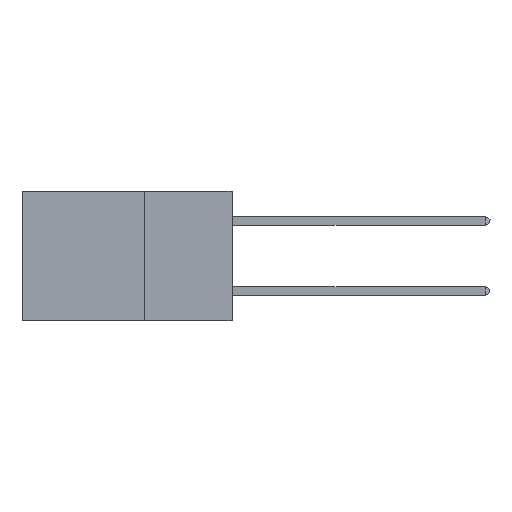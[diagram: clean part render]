
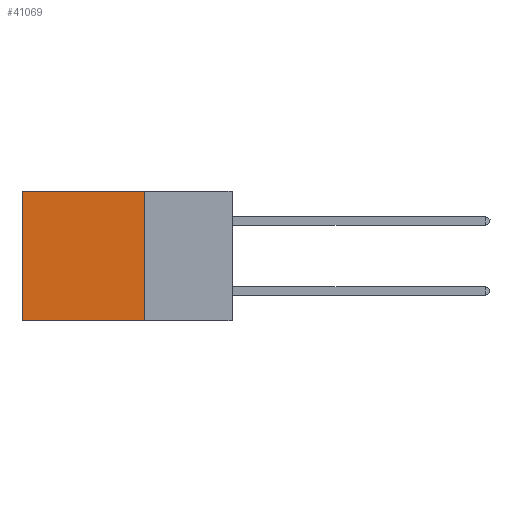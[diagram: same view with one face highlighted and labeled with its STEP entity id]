
A CAD part, left-side view. The second image highlights one B-rep face of the part: STEP entity #41069.
In plain terms, the highlighted planar face has unit normal (-1, 0, 0).
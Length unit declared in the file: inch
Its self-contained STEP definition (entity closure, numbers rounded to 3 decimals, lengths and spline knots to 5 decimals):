
#1874 = EDGE_CURVE ( 'NONE', #34061, #6402, #26344, .T. ) ;
#2869 = VERTEX_POINT ( 'NONE', #37905 ) ;
#4990 = LINE ( 'NONE', #38260, #26545 ) ;
#5046 = CARTESIAN_POINT ( 'NONE',  ( 0.2875, 0.6, 0. ) ) ;
#5264 = EDGE_LOOP ( 'NONE', ( #30667, #27666, #40241, #7774 ) ) ;
#6072 = DIRECTION ( 'NONE',  ( 0., 0., -1. ) ) ;
#6402 = VERTEX_POINT ( 'NONE', #7260 ) ;
#7260 = CARTESIAN_POINT ( 'NONE',  ( 0.2875, 0.25, -0.37 ) ) ;
#7774 = ORIENTED_EDGE ( 'NONE', *, *, #9591, .T. ) ;
#9591 = EDGE_CURVE ( 'NONE', #34061, #43709, #43669, .T. ) ;
#13851 = EDGE_CURVE ( 'NONE', #43709, #2869, #26680, .T. ) ;
#15248 = EDGE_CURVE ( 'NONE', #6402, #2869, #4990, .T. ) ;
#20216 = CARTESIAN_POINT ( 'NONE',  ( 0.2875, 0.25, 0. ) ) ;
#22007 = FACE_OUTER_BOUND ( 'NONE', #5264, .T. ) ;
#24752 = DIRECTION ( 'NONE',  ( 0., 1., 0. ) ) ;
#24989 = VECTOR ( 'NONE', #24752, 39.37008 ) ;
#25243 = PLANE ( 'NONE',  #45669 ) ;
#26344 = LINE ( 'NONE', #20216, #30280 ) ;
#26545 = VECTOR ( 'NONE', #45571, 39.37008 ) ;
#26680 = LINE ( 'NONE', #27460, #28920 ) ;
#27460 = CARTESIAN_POINT ( 'NONE',  ( 0.2875, 0.6, 0. ) ) ;
#27666 = ORIENTED_EDGE ( 'NONE', *, *, #15248, .F. ) ;
#28847 = CARTESIAN_POINT ( 'NONE',  ( 0.2875, 0.25, 0. ) ) ;
#28920 = VECTOR ( 'NONE', #45045, 39.37008 ) ;
#30280 = VECTOR ( 'NONE', #6072, 39.37008 ) ;
#30667 = ORIENTED_EDGE ( 'NONE', *, *, #13851, .T. ) ;
#32473 = CARTESIAN_POINT ( 'NONE',  ( 0.2875, 0.25, 0. ) ) ;
#32495 = DIRECTION ( 'NONE',  ( 0., 0., -1. ) ) ;
#34061 = VERTEX_POINT ( 'NONE', #42219 ) ;
#37905 = CARTESIAN_POINT ( 'NONE',  ( 0.2875, 0.6, -0.37 ) ) ;
#38260 = CARTESIAN_POINT ( 'NONE',  ( 0.2875, 0.25, -0.37 ) ) ;
#40241 = ORIENTED_EDGE ( 'NONE', *, *, #1874, .F. ) ;
#41069 = ADVANCED_FACE ( 'NONE', ( #22007 ), #25243, .F. ) ;
#42219 = CARTESIAN_POINT ( 'NONE',  ( 0.2875, 0.25, 0. ) ) ;
#43669 = LINE ( 'NONE', #32473, #24989 ) ;
#43709 = VERTEX_POINT ( 'NONE', #5046 ) ;
#45045 = DIRECTION ( 'NONE',  ( 0., 0., -1. ) ) ;
#45571 = DIRECTION ( 'NONE',  ( 0., 1., 0. ) ) ;
#45669 = AXIS2_PLACEMENT_3D ( 'NONE', #28847, #46962, #32495 ) ;
#46962 = DIRECTION ( 'NONE',  ( 1., 0., 0. ) ) ;
